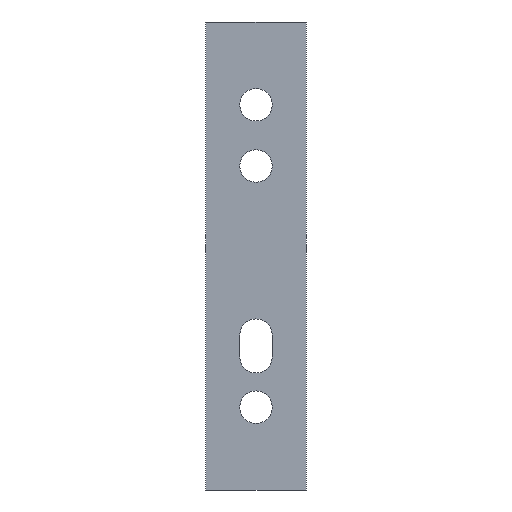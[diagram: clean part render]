
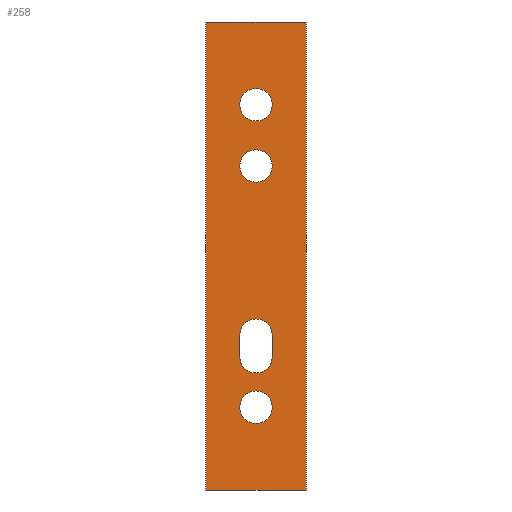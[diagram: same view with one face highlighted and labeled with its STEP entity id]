
A CAD part, front view. The second image highlights one B-rep face of the part: STEP entity #258.
In plain terms, the highlighted planar face has unit normal (0, -1, 0).
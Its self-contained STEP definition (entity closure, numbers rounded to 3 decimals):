
#15=FACE_BOUND('',#56,.T.);
#16=FACE_BOUND('',#57,.T.);
#17=FACE_BOUND('',#58,.T.);
#18=FACE_BOUND('',#59,.T.);
#29=PLANE('',#301);
#42=FACE_OUTER_BOUND('',#55,.T.);
#55=EDGE_LOOP('',(#220,#221,#222,#223));
#56=EDGE_LOOP('',(#224,#225,#226,#227));
#57=EDGE_LOOP('',(#228));
#58=EDGE_LOOP('',(#229));
#59=EDGE_LOOP('',(#230));
#68=LINE('',#388,#91);
#72=LINE('',#398,#95);
#78=LINE('',#424,#101);
#82=LINE('',#433,#105);
#85=LINE('',#437,#108);
#87=LINE('',#440,#110);
#91=VECTOR('',#316,10.);
#95=VECTOR('',#328,10.);
#101=VECTOR('',#354,10.);
#105=VECTOR('',#360,10.);
#108=VECTOR('',#365,10.);
#110=VECTOR('',#369,10.);
#112=CIRCLE('',#282,2.25);
#114=CIRCLE('',#286,2.25);
#115=CIRCLE('',#289,2.25);
#117=CIRCLE('',#292,2.25);
#119=CIRCLE('',#295,2.25);
#123=VERTEX_POINT('',#379);
#124=VERTEX_POINT('',#381);
#126=VERTEX_POINT('',#387);
#128=VERTEX_POINT('',#393);
#129=VERTEX_POINT('',#400);
#131=VERTEX_POINT('',#406);
#133=VERTEX_POINT('',#412);
#137=VERTEX_POINT('',#421);
#138=VERTEX_POINT('',#423);
#141=VERTEX_POINT('',#430);
#142=VERTEX_POINT('',#432);
#145=EDGE_CURVE('',#124,#123,#112,.T.);
#148=EDGE_CURVE('',#126,#124,#68,.T.);
#151=EDGE_CURVE('',#128,#126,#114,.T.);
#154=EDGE_CURVE('',#123,#128,#72,.T.);
#155=EDGE_CURVE('',#129,#129,#115,.T.);
#158=EDGE_CURVE('',#131,#131,#117,.T.);
#161=EDGE_CURVE('',#133,#133,#119,.T.);
#166=EDGE_CURVE('',#137,#138,#78,.T.);
#170=EDGE_CURVE('',#141,#142,#82,.T.);
#173=EDGE_CURVE('',#138,#141,#85,.T.);
#175=EDGE_CURVE('',#142,#137,#87,.T.);
#220=ORIENTED_EDGE('',*,*,#175,.F.);
#221=ORIENTED_EDGE('',*,*,#170,.F.);
#222=ORIENTED_EDGE('',*,*,#173,.F.);
#223=ORIENTED_EDGE('',*,*,#166,.F.);
#224=ORIENTED_EDGE('',*,*,#145,.T.);
#225=ORIENTED_EDGE('',*,*,#154,.T.);
#226=ORIENTED_EDGE('',*,*,#151,.T.);
#227=ORIENTED_EDGE('',*,*,#148,.T.);
#228=ORIENTED_EDGE('',*,*,#155,.T.);
#229=ORIENTED_EDGE('',*,*,#158,.T.);
#230=ORIENTED_EDGE('',*,*,#161,.T.);
#258=ADVANCED_FACE('',(#42,#15,#16,#17,#18),#29,.F.);
#282=AXIS2_PLACEMENT_3D('',#382,#310,#311);
#286=AXIS2_PLACEMENT_3D('',#394,#322,#323);
#289=AXIS2_PLACEMENT_3D('',#401,#331,#332);
#292=AXIS2_PLACEMENT_3D('',#407,#338,#339);
#295=AXIS2_PLACEMENT_3D('',#413,#345,#346);
#301=AXIS2_PLACEMENT_3D('',#441,#370,#371);
#310=DIRECTION('center_axis',(0.,1.,0.));
#311=DIRECTION('ref_axis',(-1.,0.,0.));
#316=DIRECTION('',(0.,0.,1.));
#322=DIRECTION('center_axis',(0.,1.,0.));
#323=DIRECTION('ref_axis',(1.,0.,0.));
#328=DIRECTION('',(0.,0.,-1.));
#331=DIRECTION('center_axis',(0.,1.,0.));
#332=DIRECTION('ref_axis',(1.,0.,0.));
#338=DIRECTION('center_axis',(0.,1.,0.));
#339=DIRECTION('ref_axis',(1.,0.,0.));
#345=DIRECTION('center_axis',(0.,1.,0.));
#346=DIRECTION('ref_axis',(1.,0.,0.));
#354=DIRECTION('',(-1.,0.,0.));
#360=DIRECTION('',(1.,0.,0.));
#365=DIRECTION('',(0.,0.,1.));
#369=DIRECTION('',(0.,0.,-1.));
#370=DIRECTION('center_axis',(0.,1.,0.));
#371=DIRECTION('ref_axis',(0.,0.,1.));
#379=CARTESIAN_POINT('',(-6.75,0.,-43.5));
#381=CARTESIAN_POINT('',(-11.25,0.,-43.5));
#382=CARTESIAN_POINT('Origin',(-9.,0.,-43.5));
#387=CARTESIAN_POINT('',(-11.25,0.,-46.5));
#388=CARTESIAN_POINT('',(-11.25,0.,-29.875));
#393=CARTESIAN_POINT('',(-6.75,0.,-46.5));
#394=CARTESIAN_POINT('Origin',(-9.,0.,-46.5));
#398=CARTESIAN_POINT('',(-6.75,0.,-31.375));
#400=CARTESIAN_POINT('',(-11.25,0.,-53.5));
#401=CARTESIAN_POINT('Origin',(-9.,0.,-53.5));
#406=CARTESIAN_POINT('',(-11.25,0.,-20.));
#407=CARTESIAN_POINT('Origin',(-9.,0.,-20.));
#412=CARTESIAN_POINT('',(-11.25,0.,-11.5));
#413=CARTESIAN_POINT('Origin',(-9.,0.,-11.5));
#421=CARTESIAN_POINT('',(-2.,0.,-65.));
#423=CARTESIAN_POINT('',(-16.,0.,-65.));
#424=CARTESIAN_POINT('',(-2.,0.,-65.));
#430=CARTESIAN_POINT('',(-16.,0.,0.));
#432=CARTESIAN_POINT('',(-2.,0.,0.));
#433=CARTESIAN_POINT('',(-16.,0.,0.));
#437=CARTESIAN_POINT('',(-16.,0.,-65.));
#440=CARTESIAN_POINT('',(-2.,0.,0.));
#441=CARTESIAN_POINT('Origin',(-9.,0.,-16.25));
